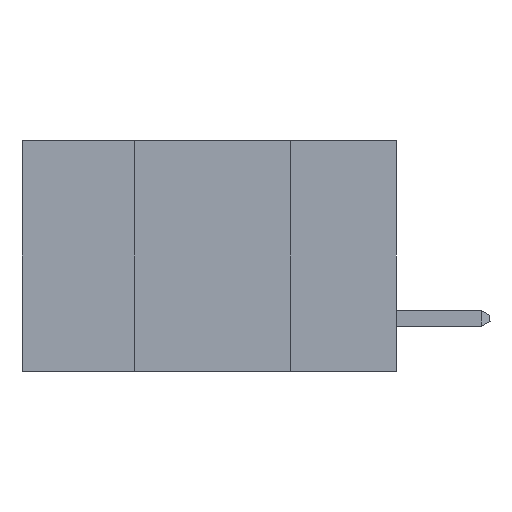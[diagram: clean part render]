
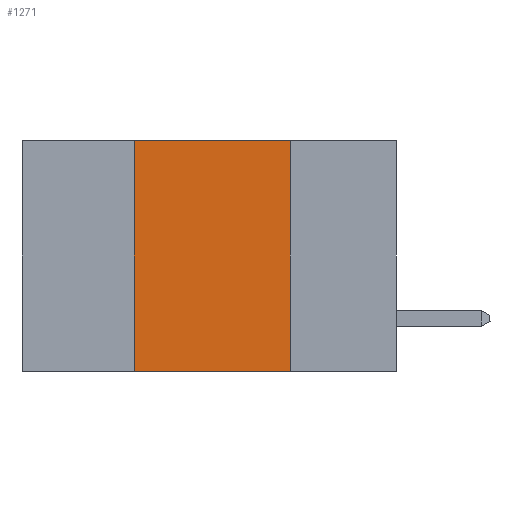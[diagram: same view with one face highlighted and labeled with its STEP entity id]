
A CAD part, left-side view. The second image highlights one B-rep face of the part: STEP entity #1271.
In plain terms, the highlighted planar face has unit normal (-1, 0, 0).
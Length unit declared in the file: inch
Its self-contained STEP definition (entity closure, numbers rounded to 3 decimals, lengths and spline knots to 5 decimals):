
#309 = VECTOR ( 'NONE', #7095, 39.37008 ) ;
#554 = ORIENTED_EDGE ( 'NONE', *, *, #4957, .F. ) ;
#746 = LINE ( 'NONE', #16784, #309 ) ;
#753 = EDGE_CURVE ( 'NONE', #3561, #10448, #14844, .T. ) ;
#1271 = ADVANCED_FACE ( 'NONE', ( #14619 ), #10414, .F. ) ;
#1509 = EDGE_LOOP ( 'NONE', ( #13939, #554, #5840, #2254 ) ) ;
#2254 = ORIENTED_EDGE ( 'NONE', *, *, #15336, .T. ) ;
#2625 = CARTESIAN_POINT ( 'NONE',  ( 0., 0.17, 0. ) ) ;
#3377 = CARTESIAN_POINT ( 'NONE',  ( 0., 0.42, -0.37 ) ) ;
#3434 = CARTESIAN_POINT ( 'NONE',  ( 0., 0.6, 0. ) ) ;
#3516 = DIRECTION ( 'NONE',  ( 0., 0., -1. ) ) ;
#3561 = VERTEX_POINT ( 'NONE', #3377 ) ;
#3923 = LINE ( 'NONE', #11872, #14485 ) ;
#4061 = AXIS2_PLACEMENT_3D ( 'NONE', #7814, #11761, #3516 ) ;
#4461 = CARTESIAN_POINT ( 'NONE',  ( 0., 0.42, 0. ) ) ;
#4591 = VECTOR ( 'NONE', #17539, 39.37008 ) ;
#4892 = DIRECTION ( 'NONE',  ( 0., 0., 1. ) ) ;
#4957 = EDGE_CURVE ( 'NONE', #10448, #14270, #15804, .T. ) ;
#5096 = EDGE_CURVE ( 'NONE', #14270, #16691, #3923, .T. ) ;
#5840 = ORIENTED_EDGE ( 'NONE', *, *, #753, .F. ) ;
#7095 = DIRECTION ( 'NONE',  ( 0., -1., 0. ) ) ;
#7172 = CARTESIAN_POINT ( 'NONE',  ( 0., 0.17, -0.37 ) ) ;
#7814 = CARTESIAN_POINT ( 'NONE',  ( 0., 0.6, 0. ) ) ;
#8140 = CARTESIAN_POINT ( 'NONE',  ( 0., 0.42, 0. ) ) ;
#9498 = VECTOR ( 'NONE', #4892, 39.37008 ) ;
#10414 = PLANE ( 'NONE',  #4061 ) ;
#10448 = VERTEX_POINT ( 'NONE', #8140 ) ;
#11761 = DIRECTION ( 'NONE',  ( 1., 0., 0. ) ) ;
#11872 = CARTESIAN_POINT ( 'NONE',  ( 0., 0.17, 0. ) ) ;
#13939 = ORIENTED_EDGE ( 'NONE', *, *, #5096, .F. ) ;
#14270 = VERTEX_POINT ( 'NONE', #2625 ) ;
#14485 = VECTOR ( 'NONE', #16037, 39.37008 ) ;
#14619 = FACE_OUTER_BOUND ( 'NONE', #1509, .T. ) ;
#14844 = LINE ( 'NONE', #4461, #9498 ) ;
#15336 = EDGE_CURVE ( 'NONE', #3561, #16691, #746, .T. ) ;
#15804 = LINE ( 'NONE', #3434, #4591 ) ;
#16037 = DIRECTION ( 'NONE',  ( 0., 0., -1. ) ) ;
#16691 = VERTEX_POINT ( 'NONE', #7172 ) ;
#16784 = CARTESIAN_POINT ( 'NONE',  ( 0., 0.6, -0.37 ) ) ;
#17539 = DIRECTION ( 'NONE',  ( 0., -1., 0. ) ) ;
